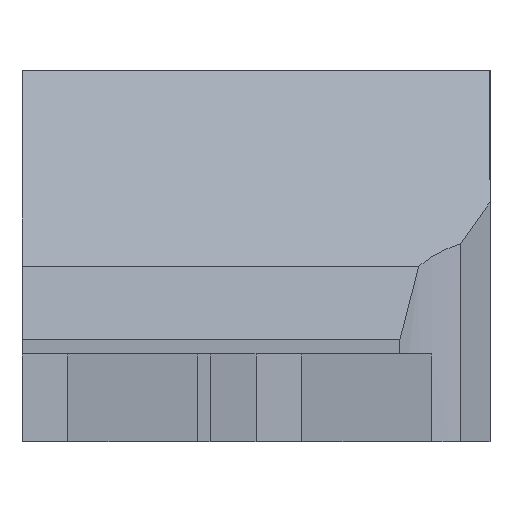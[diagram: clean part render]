
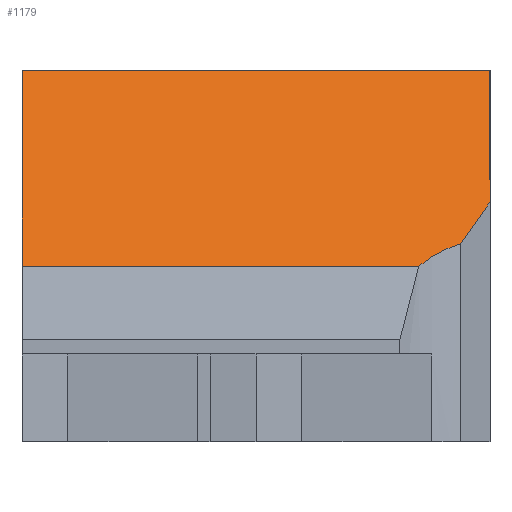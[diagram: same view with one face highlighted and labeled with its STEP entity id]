
A CAD part, left-side view. The second image highlights one B-rep face of the part: STEP entity #1179.
In plain terms, the highlighted planar face has unit normal (-0.707, 0, 0.707).
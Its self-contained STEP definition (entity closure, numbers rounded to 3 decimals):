
#57 = EDGE_CURVE ( 'NONE', #1671, #966, #1832, .T. ) ;
#59 = VERTEX_POINT ( 'NONE', #1712 ) ;
#112 = LINE ( 'NONE', #1043, #2886 ) ;
#115 = CARTESIAN_POINT ( 'NONE',  ( -99.33, -5.563, 6. ) ) ;
#214 = CARTESIAN_POINT ( 'NONE',  ( -99.33, -5.563, 6. ) ) ;
#220 =( BOUNDED_CURVE ( )  B_SPLINE_CURVE ( 3, ( #115, #3037, #3281, #2074 ),
 .UNSPECIFIED., .F., .F. ) 
 B_SPLINE_CURVE_WITH_KNOTS ( ( 4, 4 ),
 ( 5.591, 5.991 ),
 .UNSPECIFIED. ) 
 CURVE ( )  GEOMETRIC_REPRESENTATION_ITEM ( )  RATIONAL_B_SPLINE_CURVE ( ( 1., 0.987, 0.987, 1. ) ) 
 REPRESENTATION_ITEM ( '' )  );
#358 = DIRECTION ( 'NONE',  ( -0.707, 0., -0.707 ) ) ;
#389 = AXIS2_PLACEMENT_3D ( 'NONE', #2530, #2022, #358 ) ;
#452 = LINE ( 'NONE', #1255, #3152 ) ;
#456 = EDGE_CURVE ( 'NONE', #912, #1465, #220, .T. ) ;
#478 = DIRECTION ( 'NONE',  ( 0.707, 0., 0.707 ) ) ;
#495 = ORIENTED_EDGE ( 'NONE', *, *, #456, .T. ) ;
#583 = EDGE_CURVE ( 'NONE', #59, #966, #2968, .T. ) ;
#830 = CARTESIAN_POINT ( 'NONE',  ( -98.56, -7., 6.77 ) ) ;
#912 = VERTEX_POINT ( 'NONE', #214 ) ;
#929 = VERTEX_POINT ( 'NONE', #2221 ) ;
#955 = PLANE ( 'NONE',  #389 ) ;
#966 = VERTEX_POINT ( 'NONE', #1490 ) ;
#1012 = ORIENTED_EDGE ( 'NONE', *, *, #1155, .T. ) ;
#1043 = CARTESIAN_POINT ( 'NONE',  ( -96.315, 8., 9.015 ) ) ;
#1139 = VECTOR ( 'NONE', #1209, 1000. ) ;
#1155 = EDGE_CURVE ( 'NONE', #929, #912, #452, .T. ) ;
#1179 = ADVANCED_FACE ( 'NONE', ( #1453 ), #955, .T. ) ;
#1209 = DIRECTION ( 'NONE',  ( 0., -1., 0. ) ) ;
#1255 = CARTESIAN_POINT ( 'NONE',  ( -99.33, 135.581, 6. ) ) ;
#1302 = CARTESIAN_POINT ( 'NONE',  ( -96.315, -8., 9.015 ) ) ;
#1352 = LINE ( 'NONE', #1877, #3289 ) ;
#1453 = FACE_OUTER_BOUND ( 'NONE', #3314, .T. ) ;
#1465 = VERTEX_POINT ( 'NONE', #830 ) ;
#1490 = CARTESIAN_POINT ( 'NONE',  ( -92.63, -8., 12.7 ) ) ;
#1572 = EDGE_CURVE ( 'NONE', #1671, #929, #112, .T. ) ;
#1616 = VECTOR ( 'NONE', #478, 1000. ) ;
#1671 = VERTEX_POINT ( 'NONE', #2263 ) ;
#1712 = CARTESIAN_POINT ( 'NONE',  ( -97.132, -8., 8.198 ) ) ;
#1832 = LINE ( 'NONE', #2511, #1139 ) ;
#1877 = CARTESIAN_POINT ( 'NONE',  ( -154.016, 31.831, -48.686 ) ) ;
#1925 = ORIENTED_EDGE ( 'NONE', *, *, #2091, .T. ) ;
#1958 = ORIENTED_EDGE ( 'NONE', *, *, #57, .F. ) ;
#2022 = DIRECTION ( 'NONE',  ( -0.707, 0., 0.707 ) ) ;
#2074 = CARTESIAN_POINT ( 'NONE',  ( -98.56, -7., 6.77 ) ) ;
#2091 = EDGE_CURVE ( 'NONE', #1465, #59, #1352, .T. ) ;
#2118 = DIRECTION ( 'NONE',  ( -0.707, 0., -0.707 ) ) ;
#2221 = CARTESIAN_POINT ( 'NONE',  ( -99.33, 8., 6. ) ) ;
#2263 = CARTESIAN_POINT ( 'NONE',  ( -92.63, 8., 12.7 ) ) ;
#2511 = CARTESIAN_POINT ( 'NONE',  ( -92.63, 135.581, 12.7 ) ) ;
#2530 = CARTESIAN_POINT ( 'NONE',  ( -99.33, 135.581, 6. ) ) ;
#2559 = DIRECTION ( 'NONE',  ( 0., -1., 0. ) ) ;
#2688 = ORIENTED_EDGE ( 'NONE', *, *, #1572, .T. ) ;
#2754 = DIRECTION ( 'NONE',  ( 0.634, -0.444, 0.634 ) ) ;
#2886 = VECTOR ( 'NONE', #2118, 1000. ) ;
#2968 = LINE ( 'NONE', #1302, #1616 ) ;
#3037 = CARTESIAN_POINT ( 'NONE',  ( -98.979, -5.987, 6.351 ) ) ;
#3152 = VECTOR ( 'NONE', #2559, 1000. ) ;
#3246 = ORIENTED_EDGE ( 'NONE', *, *, #583, .T. ) ;
#3281 = CARTESIAN_POINT ( 'NONE',  ( -98.718, -6.473, 6.612 ) ) ;
#3289 = VECTOR ( 'NONE', #2754, 1000. ) ;
#3314 = EDGE_LOOP ( 'NONE', ( #2688, #1012, #495, #1925, #3246, #1958 ) ) ;
